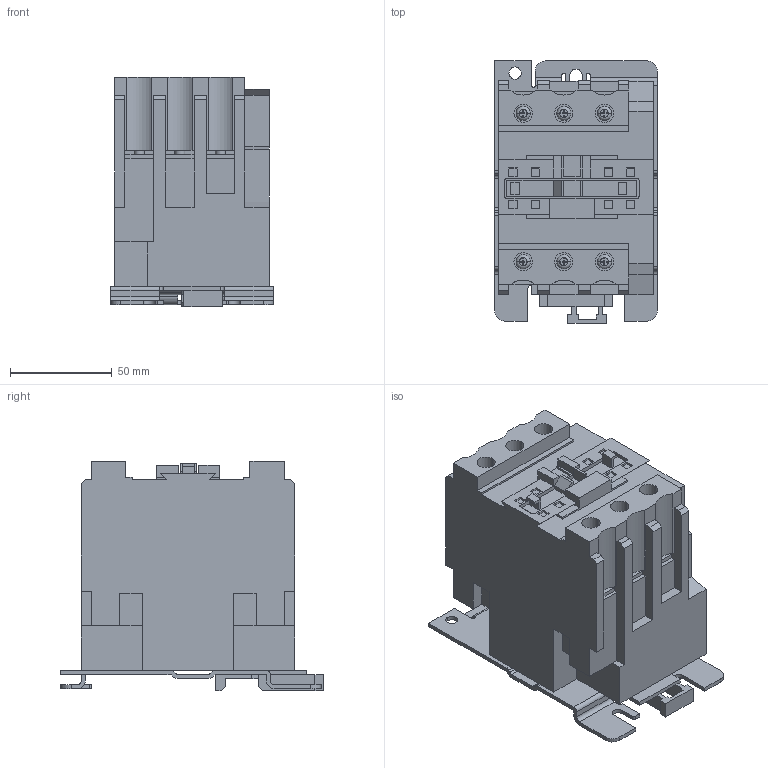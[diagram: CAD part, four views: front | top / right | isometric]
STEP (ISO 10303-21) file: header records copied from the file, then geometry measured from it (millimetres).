
FILE_DESCRIPTION (( 'STEP AP214' ), '1' );
FILE_NAME ('Êîíòàêòîð ìàëîãàáàðèòíûé ÊÌÝ 40À.STEP', '2016-12-29T19:45:10', ( '' ), ( '' ), 'SwSTEP 2.0', 'SolidWorks 2014', '' );
FILE_SCHEMA (( 'AUTOMOTIVE_DESIGN' ));
Length unit declared in the file: millimetre
Products named in the file (1): Êîíòàêòîð ìàëîãàáàðèòíûé ÊÌÝ 40À
Bounding box: 80 x 129 x 113 mm (x, y, z)
Volume: 684150.1 mm3; surface area: 88086.5 mm2
Topology: 1 solids, 1 shells, 534 faces, 1472 edges, 969 vertices
Faces by surface type: plane 424, cylinder 98, torus 12
Entity records: 16885 total; most frequent: CARTESIAN_POINT 2976, ORIENTED_EDGE 2944, DIRECTION 2765, EDGE_CURVE 1472, VECTOR 1249, LINE 1249, VERTEX_POINT 969, AXIS2_PLACEMENT_3D 758
